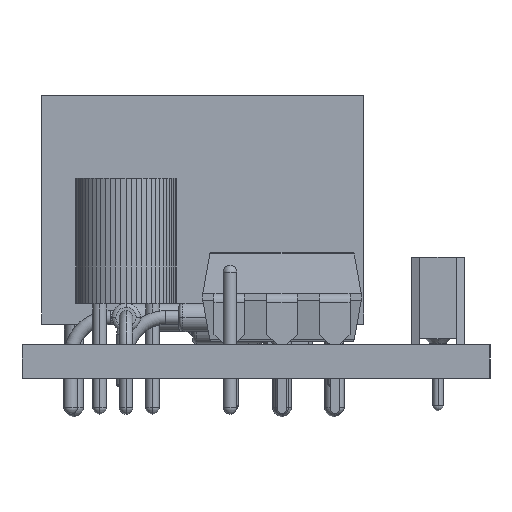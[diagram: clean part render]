
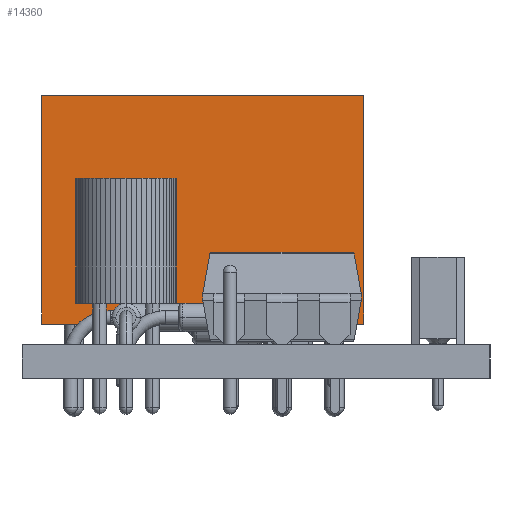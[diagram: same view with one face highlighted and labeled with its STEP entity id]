
A CAD part, left-side view. The second image highlights one B-rep face of the part: STEP entity #14360.
In plain terms, the highlighted face is planar.
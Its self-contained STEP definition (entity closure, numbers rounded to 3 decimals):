
#14360 = ADVANCED_FACE('',(#14361),#14395,.F.);
#14361 = FACE_BOUND('',#14362,.F.);
#14362 = EDGE_LOOP('',(#14363,#14373,#14381,#14389));
#14363 = ORIENTED_EDGE('',*,*,#14364,.T.);
#14364 = EDGE_CURVE('',#14365,#14367,#14369,.T.);
#14365 = VERTEX_POINT('',#14366);
#14366 = CARTESIAN_POINT('',(1.56,1.67,1.));
#14367 = VERTEX_POINT('',#14368);
#14368 = CARTESIAN_POINT('',(1.56,1.67,12.));
#14369 = LINE('',#14370,#14371);
#14370 = CARTESIAN_POINT('',(1.56,1.67,1.));
#14371 = VECTOR('',#14372,1.);
#14372 = DIRECTION('',(0.,0.,1.));
#14373 = ORIENTED_EDGE('',*,*,#14374,.T.);
#14374 = EDGE_CURVE('',#14367,#14375,#14377,.T.);
#14375 = VERTEX_POINT('',#14376);
#14376 = CARTESIAN_POINT('',(-13.94,1.67,12.));
#14377 = LINE('',#14378,#14379);
#14378 = CARTESIAN_POINT('',(1.56,1.67,12.));
#14379 = VECTOR('',#14380,1.);
#14380 = DIRECTION('',(-1.,0.,0.));
#14381 = ORIENTED_EDGE('',*,*,#14382,.F.);
#14382 = EDGE_CURVE('',#14383,#14375,#14385,.T.);
#14383 = VERTEX_POINT('',#14384);
#14384 = CARTESIAN_POINT('',(-13.94,1.67,1.));
#14385 = LINE('',#14386,#14387);
#14386 = CARTESIAN_POINT('',(-13.94,1.67,1.));
#14387 = VECTOR('',#14388,1.);
#14388 = DIRECTION('',(0.,0.,1.));
#14389 = ORIENTED_EDGE('',*,*,#14390,.F.);
#14390 = EDGE_CURVE('',#14365,#14383,#14391,.T.);
#14391 = LINE('',#14392,#14393);
#14392 = CARTESIAN_POINT('',(1.56,1.67,1.));
#14393 = VECTOR('',#14394,1.);
#14394 = DIRECTION('',(-1.,0.,0.));
#14395 = PLANE('',#14396);
#14396 = AXIS2_PLACEMENT_3D('',#14397,#14398,#14399);
#14397 = CARTESIAN_POINT('',(1.56,1.67,1.));
#14398 = DIRECTION('',(0.,-1.,0.));
#14399 = DIRECTION('',(-1.,0.,0.));
